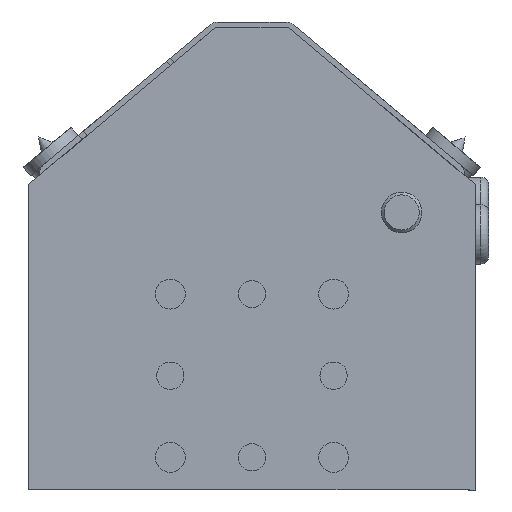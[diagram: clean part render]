
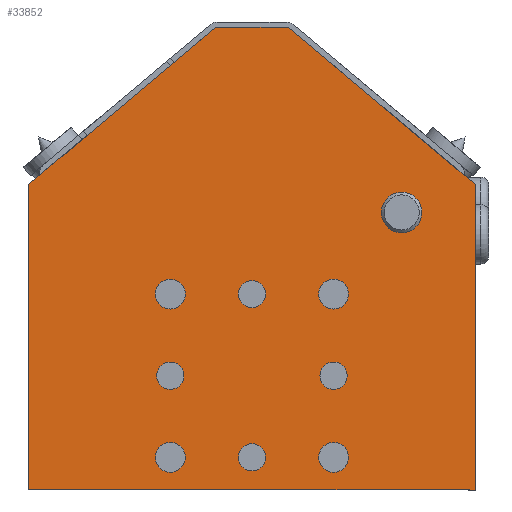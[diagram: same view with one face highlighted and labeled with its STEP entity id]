
A CAD part, left-side view. The second image highlights one B-rep face of the part: STEP entity #33852.
In plain terms, the highlighted face is planar.
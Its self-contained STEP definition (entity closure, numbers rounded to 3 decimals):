
#33558=CARTESIAN_POINT('',(157.,41.,-1.));
#33559=VERTEX_POINT('',#33558);
#33560=CARTESIAN_POINT('',(157.,-41.,-1.));
#33561=VERTEX_POINT('',#33560);
#33562=CARTESIAN_POINT('',(157.,41.,-1.));
#33563=DIRECTION('',(0.0,-1.0,0.0));
#33564=VECTOR('',#33563,82.);
#33565=LINE('',#33562,#33564);
#33566=EDGE_CURVE('',#33559,#33561,#33565,.T.);
#33622=CARTESIAN_POINT('',(157.,41.,55.178));
#33623=VERTEX_POINT('',#33622);
#33630=CARTESIAN_POINT('',(157.,41.,55.178));
#33631=DIRECTION('',(0.0,0.0,-1.0));
#33632=VECTOR('',#33631,56.178);
#33633=LINE('',#33630,#33632);
#33634=EDGE_CURVE('',#33623,#33559,#33633,.T.);
#33673=CARTESIAN_POINT('',(157.,-41.,55.178));
#33674=VERTEX_POINT('',#33673);
#33690=CARTESIAN_POINT('',(157.,-41.,-1.));
#33691=DIRECTION('',(0.0,0.0,1.0));
#33692=VECTOR('',#33691,56.178);
#33693=LINE('',#33690,#33692);
#33694=EDGE_CURVE('',#33561,#33674,#33693,.T.);
#33721=CARTESIAN_POINT('',(157.,0.,41.5));
#33722=DIRECTION('',(1.0,0.0,0.0));
#33723=DIRECTION('',(0.0,1.0,0.0));
#33724=AXIS2_PLACEMENT_3D('',#33721,#33722,#33723);
#33725=PLANE('',#33724);
#33726=CARTESIAN_POINT('',(157.,6.651,84.));
#33727=VERTEX_POINT('',#33726);
#33728=CARTESIAN_POINT('',(157.,41.,55.178));
#33729=DIRECTION('',(0.,-0.766,0.643));
#33730=VECTOR('',#33729,44.839);
#33731=LINE('',#33728,#33730);
#33732=EDGE_CURVE('',#33623,#33727,#33731,.T.);
#33733=ORIENTED_EDGE('',*,*,#33732,.T.);
#33734=CARTESIAN_POINT('',(157.,-6.651,84.));
#33735=VERTEX_POINT('',#33734);
#33736=CARTESIAN_POINT('',(157.,-6.651,84.));
#33737=DIRECTION('',(0.0,1.0,0.0));
#33738=VECTOR('',#33737,13.303);
#33739=LINE('',#33736,#33738);
#33740=EDGE_CURVE('',#33735,#33727,#33739,.T.);
#33741=ORIENTED_EDGE('',*,*,#33740,.F.);
#33742=CARTESIAN_POINT('',(157.,-6.651,84.));
#33743=DIRECTION('',(0.,-0.766,-0.643));
#33744=VECTOR('',#33743,44.839);
#33745=LINE('',#33742,#33744);
#33746=EDGE_CURVE('',#33735,#33674,#33745,.T.);
#33747=ORIENTED_EDGE('',*,*,#33746,.T.);
#33748=ORIENTED_EDGE('',*,*,#33694,.F.);
#33749=ORIENTED_EDGE('',*,*,#33566,.F.);
#33750=ORIENTED_EDGE('',*,*,#33634,.F.);
#33751=EDGE_LOOP('',(#33733,#33741,#33747,#33748,#33749,#33750));
#33752=FACE_OUTER_BOUND('',#33751,.T.);
#33753=CARTESIAN_POINT('',(157.,-12.25,5.));
#33754=VERTEX_POINT('',#33753);
#33755=CARTESIAN_POINT('',(157.,-15.,5.));
#33756=DIRECTION('',(-1.0,0.0,0.0));
#33757=DIRECTION('',(0.0,-1.0,0.0));
#33758=AXIS2_PLACEMENT_3D('',#33755,#33756,#33757);
#33759=CIRCLE('',#33758,2.75);
#33760=EDGE_CURVE('',#33754,#33754,#33759,.T.);
#33761=ORIENTED_EDGE('',*,*,#33760,.T.);
#33762=EDGE_LOOP('',(#33761));
#33763=FACE_BOUND('',#33762,.T.);
#33764=CARTESIAN_POINT('',(157.,17.75,35.));
#33765=VERTEX_POINT('',#33764);
#33766=CARTESIAN_POINT('',(157.,15.,35.));
#33767=DIRECTION('',(-1.0,0.0,0.0));
#33768=DIRECTION('',(0.0,-1.0,0.0));
#33769=AXIS2_PLACEMENT_3D('',#33766,#33767,#33768);
#33770=CIRCLE('',#33769,2.75);
#33771=EDGE_CURVE('',#33765,#33765,#33770,.T.);
#33772=ORIENTED_EDGE('',*,*,#33771,.T.);
#33773=EDGE_LOOP('',(#33772));
#33774=FACE_BOUND('',#33773,.T.);
#33775=CARTESIAN_POINT('',(157.,-12.25,35.));
#33776=VERTEX_POINT('',#33775);
#33777=CARTESIAN_POINT('',(157.,-15.,35.));
#33778=DIRECTION('',(-1.0,0.0,0.0));
#33779=DIRECTION('',(0.0,-1.0,0.0));
#33780=AXIS2_PLACEMENT_3D('',#33777,#33778,#33779);
#33781=CIRCLE('',#33780,2.75);
#33782=EDGE_CURVE('',#33776,#33776,#33781,.T.);
#33783=ORIENTED_EDGE('',*,*,#33782,.T.);
#33784=EDGE_LOOP('',(#33783));
#33785=FACE_BOUND('',#33784,.T.);
#33786=CARTESIAN_POINT('',(157.,17.75,5.));
#33787=VERTEX_POINT('',#33786);
#33788=CARTESIAN_POINT('',(157.,15.,5.));
#33789=DIRECTION('',(-1.0,0.0,0.0));
#33790=DIRECTION('',(0.0,-1.0,0.0));
#33791=AXIS2_PLACEMENT_3D('',#33788,#33789,#33790);
#33792=CIRCLE('',#33791,2.75);
#33793=EDGE_CURVE('',#33787,#33787,#33792,.T.);
#33794=ORIENTED_EDGE('',*,*,#33793,.T.);
#33795=EDGE_LOOP('',(#33794));
#33796=FACE_BOUND('',#33795,.T.);
#33797=CARTESIAN_POINT('',(157.,31.23,50.));
#33798=VERTEX_POINT('',#33797);
#33799=CARTESIAN_POINT('',(157.,27.5,50.));
#33800=DIRECTION('',(-1.0,0.0,0.0));
#33801=DIRECTION('',(0.0,1.0,0.0));
#33802=AXIS2_PLACEMENT_3D('',#33799,#33800,#33801);
#33803=CIRCLE('',#33802,3.73);
#33804=EDGE_CURVE('',#33798,#33798,#33803,.T.);
#33805=ORIENTED_EDGE('',*,*,#33804,.T.);
#33806=EDGE_LOOP('',(#33805));
#33807=FACE_BOUND('',#33806,.T.);
#33808=CARTESIAN_POINT('',(157.,-12.5,20.));
#33809=VERTEX_POINT('',#33808);
#33810=CARTESIAN_POINT('',(157.,-15.,20.));
#33811=DIRECTION('',(-1.0,0.0,0.0));
#33812=DIRECTION('',(0.0,1.0,0.0));
#33813=AXIS2_PLACEMENT_3D('',#33810,#33811,#33812);
#33814=CIRCLE('',#33813,2.5);
#33815=EDGE_CURVE('',#33809,#33809,#33814,.T.);
#33816=ORIENTED_EDGE('',*,*,#33815,.T.);
#33817=EDGE_LOOP('',(#33816));
#33818=FACE_BOUND('',#33817,.T.);
#33819=CARTESIAN_POINT('',(157.,2.5,35.));
#33820=VERTEX_POINT('',#33819);
#33821=CARTESIAN_POINT('',(157.,0.,35.));
#33822=DIRECTION('',(-1.0,0.0,0.0));
#33823=DIRECTION('',(0.0,1.0,0.0));
#33824=AXIS2_PLACEMENT_3D('',#33821,#33822,#33823);
#33825=CIRCLE('',#33824,2.5);
#33826=EDGE_CURVE('',#33820,#33820,#33825,.T.);
#33827=ORIENTED_EDGE('',*,*,#33826,.T.);
#33828=EDGE_LOOP('',(#33827));
#33829=FACE_BOUND('',#33828,.T.);
#33830=CARTESIAN_POINT('',(157.,17.5,20.));
#33831=VERTEX_POINT('',#33830);
#33832=CARTESIAN_POINT('',(157.,15.,20.));
#33833=DIRECTION('',(-1.0,0.0,0.0));
#33834=DIRECTION('',(0.0,1.0,0.0));
#33835=AXIS2_PLACEMENT_3D('',#33832,#33833,#33834);
#33836=CIRCLE('',#33835,2.5);
#33837=EDGE_CURVE('',#33831,#33831,#33836,.T.);
#33838=ORIENTED_EDGE('',*,*,#33837,.T.);
#33839=EDGE_LOOP('',(#33838));
#33840=FACE_BOUND('',#33839,.T.);
#33841=CARTESIAN_POINT('',(157.,2.5,5.));
#33842=VERTEX_POINT('',#33841);
#33843=CARTESIAN_POINT('',(157.,0.,5.));
#33844=DIRECTION('',(-1.0,0.0,0.0));
#33845=DIRECTION('',(0.0,1.0,0.0));
#33846=AXIS2_PLACEMENT_3D('',#33843,#33844,#33845);
#33847=CIRCLE('',#33846,2.5);
#33848=EDGE_CURVE('',#33842,#33842,#33847,.T.);
#33849=ORIENTED_EDGE('',*,*,#33848,.T.);
#33850=EDGE_LOOP('',(#33849));
#33851=FACE_BOUND('',#33850,.T.);
#33852=ADVANCED_FACE('',(#33752,#33763,#33774,#33785,#33796,#33807,#33818,#33829,#33840,#33851),#33725,.T.);
